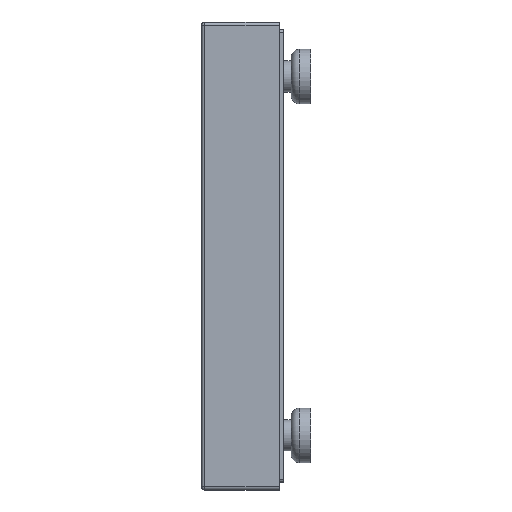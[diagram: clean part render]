
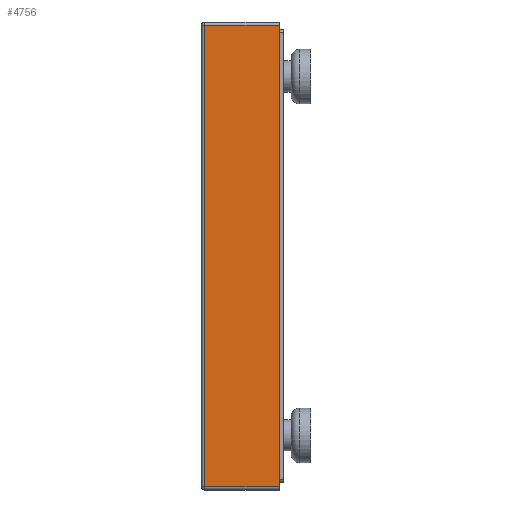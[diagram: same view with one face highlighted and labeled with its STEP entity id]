
A CAD part, left-side view. The second image highlights one B-rep face of the part: STEP entity #4756.
In plain terms, the highlighted planar face has unit normal (-1, 0, 0).
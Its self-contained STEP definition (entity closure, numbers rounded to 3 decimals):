
#532 = EDGE_CURVE ( 'NONE', #5882, #2268, #5483, .T. ) ;
#1108 = VECTOR ( 'NONE', #6881, 1000. ) ;
#1293 = ORIENTED_EDGE ( 'NONE', *, *, #8371, .T. ) ;
#1422 = CARTESIAN_POINT ( 'NONE',  ( -150., -50., -148. ) ) ;
#2178 = CARTESIAN_POINT ( 'NONE',  ( -150., -50., 148. ) ) ;
#2268 = VERTEX_POINT ( 'NONE', #2178 ) ;
#2304 = CARTESIAN_POINT ( 'NONE',  ( -150., -50., 148. ) ) ;
#2521 = ORIENTED_EDGE ( 'NONE', *, *, #532, .T. ) ;
#2659 = VECTOR ( 'NONE', #4440, 1000. ) ;
#2834 = VERTEX_POINT ( 'NONE', #8199 ) ;
#2971 = VERTEX_POINT ( 'NONE', #8286 ) ;
#3000 = LINE ( 'NONE', #4158, #1108 ) ;
#3140 = ORIENTED_EDGE ( 'NONE', *, *, #5131, .F. ) ;
#3182 = AXIS2_PLACEMENT_3D ( 'NONE', #2304, #5021, #3556 ) ;
#3452 = DIRECTION ( 'NONE',  ( 0., 1., 0. ) ) ;
#3556 = DIRECTION ( 'NONE',  ( 0., 0., 1. ) ) ;
#3577 = VECTOR ( 'NONE', #4690, 1000. ) ;
#3982 = ORIENTED_EDGE ( 'NONE', *, *, #7039, .T. ) ;
#4158 = CARTESIAN_POINT ( 'NONE',  ( -150., -2., 148. ) ) ;
#4440 = DIRECTION ( 'NONE',  ( 0., 1., 0. ) ) ;
#4690 = DIRECTION ( 'NONE',  ( 0., 0., 1. ) ) ;
#4756 = ADVANCED_FACE ( 'NONE', ( #4939 ), #4981, .T. ) ;
#4939 = FACE_OUTER_BOUND ( 'NONE', #5887, .T. ) ;
#4975 = LINE ( 'NONE', #7204, #2659 ) ;
#4981 = PLANE ( 'NONE',  #3182 ) ;
#5021 = DIRECTION ( 'NONE',  ( -1., 0., 0. ) ) ;
#5131 = EDGE_CURVE ( 'NONE', #5882, #2971, #5431, .T. ) ;
#5431 = LINE ( 'NONE', #1422, #8694 ) ;
#5483 = LINE ( 'NONE', #6776, #3577 ) ;
#5882 = VERTEX_POINT ( 'NONE', #8571 ) ;
#5887 = EDGE_LOOP ( 'NONE', ( #1293, #3982, #3140, #2521 ) ) ;
#6776 = CARTESIAN_POINT ( 'NONE',  ( -150., -50., 148. ) ) ;
#6881 = DIRECTION ( 'NONE',  ( 0., 0., -1. ) ) ;
#7039 = EDGE_CURVE ( 'NONE', #2834, #2971, #3000, .T. ) ;
#7204 = CARTESIAN_POINT ( 'NONE',  ( -150., -50., 148. ) ) ;
#8199 = CARTESIAN_POINT ( 'NONE',  ( -150., -2., 148. ) ) ;
#8286 = CARTESIAN_POINT ( 'NONE',  ( -150., -2., -148. ) ) ;
#8371 = EDGE_CURVE ( 'NONE', #2268, #2834, #4975, .T. ) ;
#8571 = CARTESIAN_POINT ( 'NONE',  ( -150., -50., -148. ) ) ;
#8694 = VECTOR ( 'NONE', #3452, 1000. ) ;
